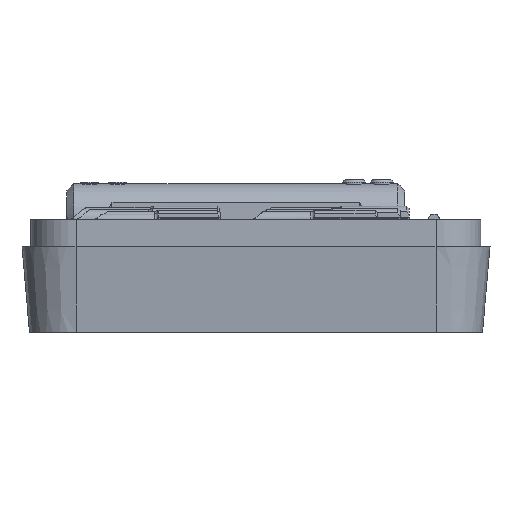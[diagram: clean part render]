
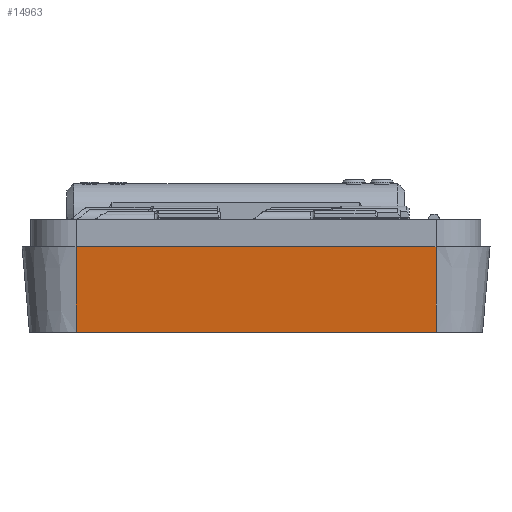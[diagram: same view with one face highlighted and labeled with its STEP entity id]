
A CAD part, front view. The second image highlights one B-rep face of the part: STEP entity #14963.
In plain terms, the highlighted face is planar.
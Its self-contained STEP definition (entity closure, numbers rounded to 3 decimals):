
#992 = VECTOR ( 'NONE', #1766, 1000. ) ;
#1369 = AXIS2_PLACEMENT_3D ( 'NONE', #2945, #14064, #4618 ) ;
#1540 = EDGE_CURVE ( 'NONE', #6375, #17010, #3295, .T. ) ;
#1766 = DIRECTION ( 'NONE',  ( 0., 0.087, 0.996 ) ) ;
#1854 = EDGE_CURVE ( 'NONE', #11586, #17010, #12519, .T. ) ;
#2238 = FACE_OUTER_BOUND ( 'NONE', #6385, .T. ) ;
#2865 = LINE ( 'NONE', #10841, #3021 ) ;
#2945 = CARTESIAN_POINT ( 'NONE',  ( 92., 0., 6. ) ) ;
#2990 = CARTESIAN_POINT ( 'NONE',  ( 12., 1.662, 25. ) ) ;
#3021 = VECTOR ( 'NONE', #4851, 1000. ) ;
#3292 = CARTESIAN_POINT ( 'NONE',  ( 12., 0., 6. ) ) ;
#3295 = LINE ( 'NONE', #12744, #7282 ) ;
#4337 = CARTESIAN_POINT ( 'NONE',  ( 92., 0., 6. ) ) ;
#4618 = DIRECTION ( 'NONE',  ( 0., -0.087, -0.996 ) ) ;
#4851 = DIRECTION ( 'NONE',  ( 1., 0., 0. ) ) ;
#4890 = CARTESIAN_POINT ( 'NONE',  ( 92., 0., 6. ) ) ;
#5004 = PLANE ( 'NONE',  #1369 ) ;
#6375 = VERTEX_POINT ( 'NONE', #2990 ) ;
#6385 = EDGE_LOOP ( 'NONE', ( #7850, #18882, #16670, #12382 ) ) ;
#7282 = VECTOR ( 'NONE', #15904, 1000. ) ;
#7850 = ORIENTED_EDGE ( 'NONE', *, *, #1854, .F. ) ;
#8085 = VERTEX_POINT ( 'NONE', #18937 ) ;
#10841 = CARTESIAN_POINT ( 'NONE',  ( 0., 1.662, 25. ) ) ;
#11092 = LINE ( 'NONE', #4890, #992 ) ;
#11586 = VERTEX_POINT ( 'NONE', #13526 ) ;
#12382 = ORIENTED_EDGE ( 'NONE', *, *, #1540, .T. ) ;
#12519 = LINE ( 'NONE', #4337, #20373 ) ;
#12624 = EDGE_CURVE ( 'NONE', #11586, #8085, #11092, .T. ) ;
#12744 = CARTESIAN_POINT ( 'NONE',  ( 12., 0., 6. ) ) ;
#13526 = CARTESIAN_POINT ( 'NONE',  ( 92., 0., 6. ) ) ;
#14064 = DIRECTION ( 'NONE',  ( 0., -0.996, 0.087 ) ) ;
#14093 = DIRECTION ( 'NONE',  ( -1., 0., 0. ) ) ;
#14544 = EDGE_CURVE ( 'NONE', #6375, #8085, #2865, .T. ) ;
#14963 = ADVANCED_FACE ( 'NONE', ( #2238 ), #5004, .T. ) ;
#15904 = DIRECTION ( 'NONE',  ( 0., -0.087, -0.996 ) ) ;
#16670 = ORIENTED_EDGE ( 'NONE', *, *, #14544, .F. ) ;
#17010 = VERTEX_POINT ( 'NONE', #3292 ) ;
#18882 = ORIENTED_EDGE ( 'NONE', *, *, #12624, .T. ) ;
#18937 = CARTESIAN_POINT ( 'NONE',  ( 92., 1.662, 25. ) ) ;
#20373 = VECTOR ( 'NONE', #14093, 1000. ) ;
